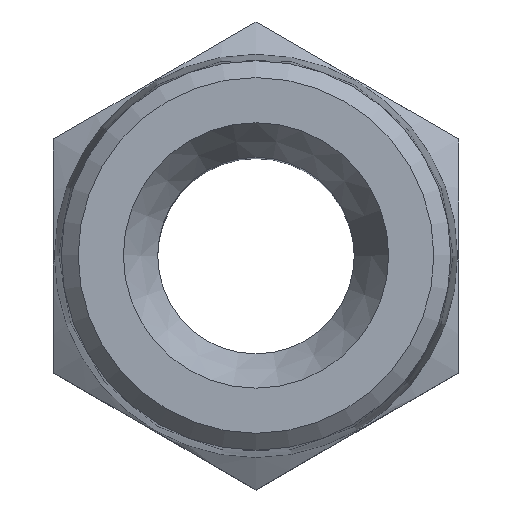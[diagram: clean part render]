
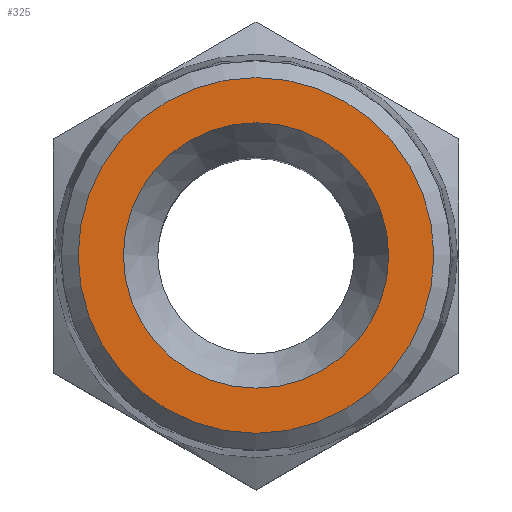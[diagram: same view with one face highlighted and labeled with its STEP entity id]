
A CAD part, top view. The second image highlights one B-rep face of the part: STEP entity #325.
In plain terms, the highlighted planar face has unit normal (0, 0, 1).
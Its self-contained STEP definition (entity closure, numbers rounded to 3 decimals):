
#40=PLANE('',#366);
#53=CIRCLE('',#367,11.137);
#54=CIRCLE('',#368,14.924);
#84=ORIENTED_EDGE('',*,*,#158,.T.);
#85=ORIENTED_EDGE('',*,*,#159,.F.);
#158=EDGE_CURVE('',#195,#195,#53,.T.);
#159=EDGE_CURVE('',#196,#196,#54,.T.);
#195=VERTEX_POINT('',#610);
#196=VERTEX_POINT('',#612);
#228=EDGE_LOOP('',(#84));
#229=EDGE_LOOP('',(#85));
#274=FACE_BOUND('',#228,.T.);
#275=FACE_BOUND('',#229,.T.);
#325=ADVANCED_FACE('',(#274,#275),#40,.T.);
#366=AXIS2_PLACEMENT_3D('',#608,#417,#418);
#367=AXIS2_PLACEMENT_3D('',#609,#419,#420);
#368=AXIS2_PLACEMENT_3D('',#611,#421,#422);
#417=DIRECTION('',(0.,0.,1.));
#418=DIRECTION('',(1.,0.,0.));
#419=DIRECTION('',(0.,0.,-1.));
#420=DIRECTION('',(-1.,0.,0.));
#421=DIRECTION('',(0.,0.,-1.));
#422=DIRECTION('',(-1.,0.,0.));
#608=CARTESIAN_POINT('',(0.,14.924,0.));
#609=CARTESIAN_POINT('',(0.,0.,0.));
#610=CARTESIAN_POINT('',(-11.137,0.,0.));
#611=CARTESIAN_POINT('',(0.,0.,0.));
#612=CARTESIAN_POINT('',(-14.924,0.,0.));
